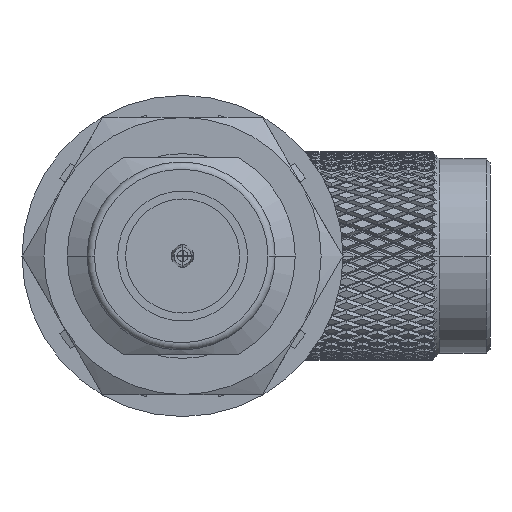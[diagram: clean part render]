
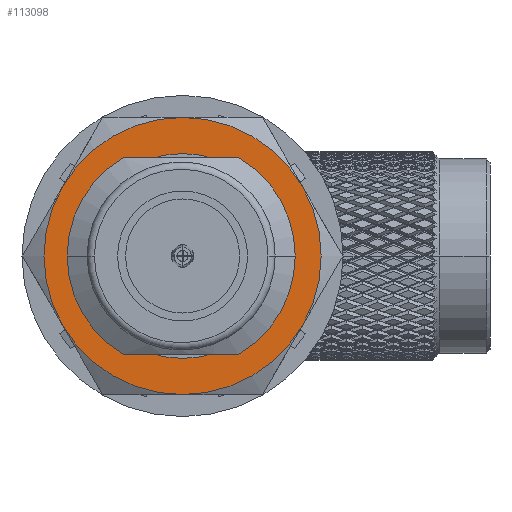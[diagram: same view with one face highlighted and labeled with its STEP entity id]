
A CAD part, left-side view. The second image highlights one B-rep face of the part: STEP entity #113098.
In plain terms, the highlighted planar face has unit normal (-1, 0, 0).
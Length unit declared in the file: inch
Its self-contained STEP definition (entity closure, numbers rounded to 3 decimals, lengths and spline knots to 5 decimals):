
#853 = EDGE_CURVE ( 'NONE', #21975, #21993, #83924, .T. ) ;
#1715 = PLANE ( 'NONE',  #66769 ) ;
#2902 = CARTESIAN_POINT ( 'NONE',  ( -0.10167, -0.32877, -0.18982 ) ) ;
#5467 = CARTESIAN_POINT ( 'NONE',  ( -0.10167, -0.32877, 0.18982 ) ) ;
#5981 = CARTESIAN_POINT ( 'NONE',  ( -0.10167, 0., 0. ) ) ;
#6695 = ORIENTED_EDGE ( 'NONE', *, *, #853, .T. ) ;
#8820 = CIRCLE ( 'NONE', #38068, 0.37963 ) ;
#11566 = DIRECTION ( 'NONE',  ( -1., 0., 0. ) ) ;
#11646 = VERTEX_POINT ( 'NONE', #61974 ) ;
#15180 = DIRECTION ( 'NONE',  ( -1., 0., 0. ) ) ;
#15507 = VERTEX_POINT ( 'NONE', #102826 ) ;
#18369 = FACE_BOUND ( 'NONE', #61553, .T. ) ;
#19313 = VERTEX_POINT ( 'NONE', #5467 ) ;
#21975 = VERTEX_POINT ( 'NONE', #115012 ) ;
#21993 = VERTEX_POINT ( 'NONE', #106667 ) ;
#26757 = CARTESIAN_POINT ( 'NONE',  ( -0.10167, 0.32877, -0.18982 ) ) ;
#28371 = FACE_OUTER_BOUND ( 'NONE', #105106, .T. ) ;
#28785 = AXIS2_PLACEMENT_3D ( 'NONE', #110360, #111936, #47668 ) ;
#28866 = CIRCLE ( 'NONE', #28785, 0.37963 ) ;
#37585 = AXIS2_PLACEMENT_3D ( 'NONE', #99795, #91099, #108974 ) ;
#37945 = ORIENTED_EDGE ( 'NONE', *, *, #101440, .T. ) ;
#38068 = AXIS2_PLACEMENT_3D ( 'NONE', #112177, #11566, #57538 ) ;
#39398 = CIRCLE ( 'NONE', #82977, 0.37963 ) ;
#45547 = CIRCLE ( 'NONE', #99996, 0.37963 ) ;
#47668 = DIRECTION ( 'NONE',  ( 0., 0., 1. ) ) ;
#48357 = DIRECTION ( 'NONE',  ( 0., 0., 1. ) ) ;
#48507 = DIRECTION ( 'NONE',  ( 0., 0., -1. ) ) ;
#48640 = EDGE_CURVE ( 'NONE', #98741, #11646, #28866, .T. ) ;
#49052 = EDGE_CURVE ( 'NONE', #19313, #79059, #8820, .T. ) ;
#49170 = DIRECTION ( 'NONE',  ( -1., 0., 0. ) ) ;
#54403 = ORIENTED_EDGE ( 'NONE', *, *, #74693, .T. ) ;
#54573 = CARTESIAN_POINT ( 'NONE',  ( -0.10167, 0., 0. ) ) ;
#54770 = VERTEX_POINT ( 'NONE', #2902 ) ;
#55307 = CARTESIAN_POINT ( 'NONE',  ( -0.10167, 0.28063, 0. ) ) ;
#57538 = DIRECTION ( 'NONE',  ( 0., 0., 1. ) ) ;
#58931 = AXIS2_PLACEMENT_3D ( 'NONE', #84509, #75737, #48507 ) ;
#61553 = EDGE_LOOP ( 'NONE', ( #102921, #6695 ) ) ;
#61974 = CARTESIAN_POINT ( 'NONE',  ( -0.10167, 0., -0.37963 ) ) ;
#65656 = DIRECTION ( 'NONE',  ( -1., 0., 0. ) ) ;
#66769 = AXIS2_PLACEMENT_3D ( 'NONE', #55307, #65656, #102377 ) ;
#67669 = ORIENTED_EDGE ( 'NONE', *, *, #76043, .T. ) ;
#69284 = CARTESIAN_POINT ( 'NONE',  ( -0.10167, 0., 0. ) ) ;
#73571 = ORIENTED_EDGE ( 'NONE', *, *, #49052, .T. ) ;
#74693 = EDGE_CURVE ( 'NONE', #11646, #54770, #45547, .T. ) ;
#75070 = CIRCLE ( 'NONE', #81313, 0.37963 ) ;
#75737 = DIRECTION ( 'NONE',  ( 1., 0., 0. ) ) ;
#76043 = EDGE_CURVE ( 'NONE', #54770, #19313, #81138, .T. ) ;
#77974 = DIRECTION ( 'NONE',  ( 0., 0., 1. ) ) ;
#78053 = EDGE_CURVE ( 'NONE', #79059, #15507, #39398, .T. ) ;
#79059 = VERTEX_POINT ( 'NONE', #114351 ) ;
#81138 = CIRCLE ( 'NONE', #86456, 0.37963 ) ;
#81313 = AXIS2_PLACEMENT_3D ( 'NONE', #83985, #49170, #48357 ) ;
#81362 = DIRECTION ( 'NONE',  ( 0., 0., 1. ) ) ;
#82977 = AXIS2_PLACEMENT_3D ( 'NONE', #69284, #105586, #87301 ) ;
#83924 = CIRCLE ( 'NONE', #37585, 0.28063 ) ;
#83985 = CARTESIAN_POINT ( 'NONE',  ( -0.10167, 0., 0. ) ) ;
#84509 = CARTESIAN_POINT ( 'NONE',  ( -0.10167, 0., 0. ) ) ;
#86456 = AXIS2_PLACEMENT_3D ( 'NONE', #54573, #118371, #81362 ) ;
#87301 = DIRECTION ( 'NONE',  ( 0., 0., 1. ) ) ;
#90092 = CIRCLE ( 'NONE', #58931, 0.28063 ) ;
#91099 = DIRECTION ( 'NONE',  ( 1., 0., 0. ) ) ;
#94493 = ORIENTED_EDGE ( 'NONE', *, *, #48640, .T. ) ;
#98741 = VERTEX_POINT ( 'NONE', #26757 ) ;
#99795 = CARTESIAN_POINT ( 'NONE',  ( -0.10167, 0., 0. ) ) ;
#99996 = AXIS2_PLACEMENT_3D ( 'NONE', #5981, #15180, #77974 ) ;
#101440 = EDGE_CURVE ( 'NONE', #15507, #98741, #75070, .T. ) ;
#102377 = DIRECTION ( 'NONE',  ( 0., 0., 1. ) ) ;
#102826 = CARTESIAN_POINT ( 'NONE',  ( -0.10167, 0.32877, 0.18982 ) ) ;
#102921 = ORIENTED_EDGE ( 'NONE', *, *, #111738, .T. ) ;
#105106 = EDGE_LOOP ( 'NONE', ( #73571, #114089, #37945, #94493, #54403, #67669 ) ) ;
#105586 = DIRECTION ( 'NONE',  ( -1., 0., 0. ) ) ;
#106667 = CARTESIAN_POINT ( 'NONE',  ( -0.10167, 0., -0.28063 ) ) ;
#108974 = DIRECTION ( 'NONE',  ( 0., 0., -1. ) ) ;
#110360 = CARTESIAN_POINT ( 'NONE',  ( -0.10167, 0., 0. ) ) ;
#111738 = EDGE_CURVE ( 'NONE', #21993, #21975, #90092, .T. ) ;
#111936 = DIRECTION ( 'NONE',  ( -1., 0., 0. ) ) ;
#112177 = CARTESIAN_POINT ( 'NONE',  ( -0.10167, 0., 0. ) ) ;
#113098 = ADVANCED_FACE ( 'NONE', ( #18369, #28371 ), #1715, .T. ) ;
#114089 = ORIENTED_EDGE ( 'NONE', *, *, #78053, .T. ) ;
#114351 = CARTESIAN_POINT ( 'NONE',  ( -0.10167, 0., 0.37963 ) ) ;
#115012 = CARTESIAN_POINT ( 'NONE',  ( -0.10167, 0., 0.28063 ) ) ;
#118371 = DIRECTION ( 'NONE',  ( -1., 0., 0. ) ) ;
